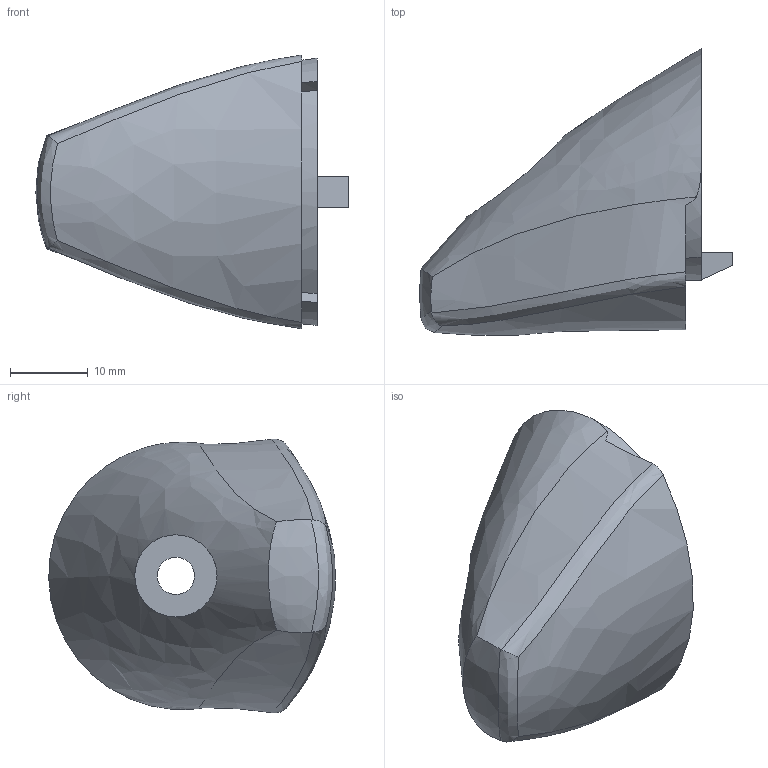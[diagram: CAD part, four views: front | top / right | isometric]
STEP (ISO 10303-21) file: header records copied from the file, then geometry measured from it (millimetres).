
FILE_DESCRIPTION (( 'STEP AP214' ), '1' );
FILE_NAME ('04172-Hinge Cap For 86mm Spring Hinge.STEP', '2018-10-08T20:01:52', ( '' ), ( '' ), 'SwSTEP 2.0', 'SolidWorks 2018', '' );
FILE_SCHEMA (( 'AUTOMOTIVE_DESIGN' ));
Length unit declared in the file: millimetre
Products named in the file (1): 04172-Hinge Cap For 86mm Spring Hinge
Bounding box: 40.26 x 36.94 x 35.31 mm (x, y, z)
Volume: 13076.8 mm3; surface area: 8577 mm2
Topology: 1 solids, 1 shells, 299 faces, 802 edges, 532 vertices
Faces by surface type: plane 169, bspline 118, cylinder 12
Entity records: 17305 total; most frequent: CARTESIAN_POINT 10630, ORIENTED_EDGE 1604, DIRECTION 923, EDGE_CURVE 802, VERTEX_POINT 532, LINE 523, VECTOR 523, EDGE_LOOP 328
